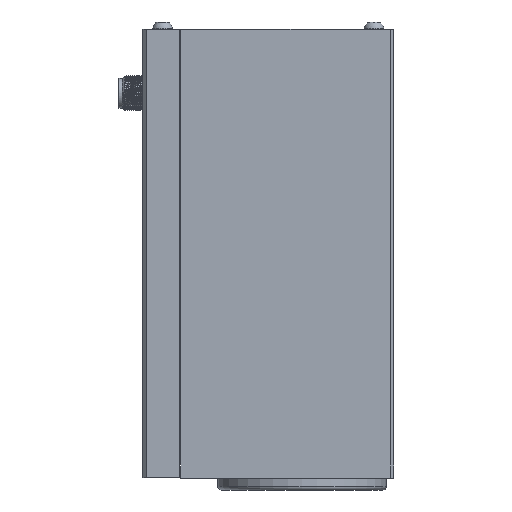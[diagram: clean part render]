
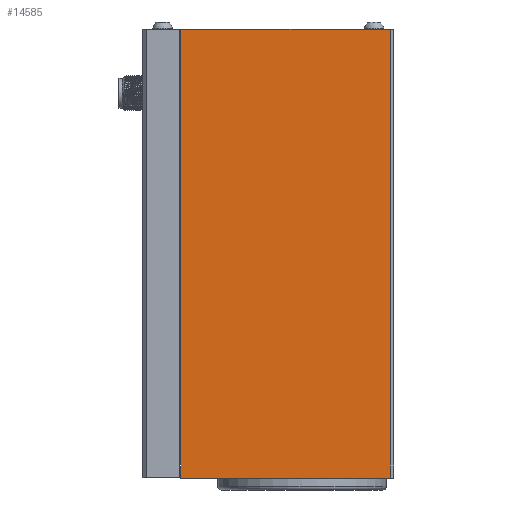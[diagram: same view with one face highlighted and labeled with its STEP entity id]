
A CAD part, left-side view. The second image highlights one B-rep face of the part: STEP entity #14585.
In plain terms, the highlighted planar face has unit normal (-1, 0, 0).
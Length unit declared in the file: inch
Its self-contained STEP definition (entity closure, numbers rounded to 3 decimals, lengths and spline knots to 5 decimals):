
#153 = PLANE ( 'NONE',  #4859 ) ;
#1651 = CARTESIAN_POINT ( 'NONE',  ( -3.4142, 0.66387, 3.12614 ) ) ;
#3055 = DIRECTION ( 'NONE',  ( 0., 0., -1. ) ) ;
#3433 = ORIENTED_EDGE ( 'NONE', *, *, #13694, .T. ) ;
#3838 = ORIENTED_EDGE ( 'NONE', *, *, #23019, .T. ) ;
#4078 = VERTEX_POINT ( 'NONE', #4713 ) ;
#4148 = FACE_OUTER_BOUND ( 'NONE', #30054, .T. ) ;
#4294 = DIRECTION ( 'NONE',  ( 0., -1., 0. ) ) ;
#4585 = VERTEX_POINT ( 'NONE', #22080 ) ;
#4713 = CARTESIAN_POINT ( 'NONE',  ( -3.4142, 0.66387, 3.12614 ) ) ;
#4859 = AXIS2_PLACEMENT_3D ( 'NONE', #23594, #8110, #26132 ) ;
#5316 = CARTESIAN_POINT ( 'NONE',  ( -3.4142, -0.82227, 3.12614 ) ) ;
#7610 = VECTOR ( 'NONE', #3055, 39.37008 ) ;
#8110 = DIRECTION ( 'NONE',  ( 1., 0., 0. ) ) ;
#8334 = LINE ( 'NONE', #18682, #7610 ) ;
#8998 = CARTESIAN_POINT ( 'NONE',  ( -3.4142, -0.84727, -0.05886 ) ) ;
#11722 = VECTOR ( 'NONE', #4294, 39.37008 ) ;
#13158 = CARTESIAN_POINT ( 'NONE',  ( -3.4142, -0.82227, 0.16314 ) ) ;
#13694 = EDGE_CURVE ( 'NONE', #30334, #4585, #28715, .T. ) ;
#14585 = ADVANCED_FACE ( 'NONE', ( #4148 ), #153, .F. ) ;
#16651 = CARTESIAN_POINT ( 'NONE',  ( -3.4142, 0.66387, -0.05886 ) ) ;
#18374 = LINE ( 'NONE', #13158, #23102 ) ;
#18682 = CARTESIAN_POINT ( 'NONE',  ( -3.4142, 0.66387, 0.16314 ) ) ;
#20775 = ORIENTED_EDGE ( 'NONE', *, *, #25010, .F. ) ;
#21897 = ORIENTED_EDGE ( 'NONE', *, *, #26521, .T. ) ;
#21993 = DIRECTION ( 'NONE',  ( 0., -1., 0. ) ) ;
#22080 = CARTESIAN_POINT ( 'NONE',  ( -3.4142, -0.82227, -0.05886 ) ) ;
#22095 = VECTOR ( 'NONE', #21993, 39.37008 ) ;
#23019 = EDGE_CURVE ( 'NONE', #4585, #30711, #18374, .T. ) ;
#23102 = VECTOR ( 'NONE', #30952, 39.37008 ) ;
#23594 = CARTESIAN_POINT ( 'NONE',  ( -3.4142, -0.84727, 0.16314 ) ) ;
#25010 = EDGE_CURVE ( 'NONE', #4078, #30711, #26956, .T. ) ;
#26132 = DIRECTION ( 'NONE',  ( 0., 0., -1. ) ) ;
#26521 = EDGE_CURVE ( 'NONE', #4078, #30334, #8334, .T. ) ;
#26956 = LINE ( 'NONE', #1651, #11722 ) ;
#28715 = LINE ( 'NONE', #8998, #22095 ) ;
#30054 = EDGE_LOOP ( 'NONE', ( #3433, #3838, #20775, #21897 ) ) ;
#30334 = VERTEX_POINT ( 'NONE', #16651 ) ;
#30711 = VERTEX_POINT ( 'NONE', #5316 ) ;
#30952 = DIRECTION ( 'NONE',  ( 0., 0., 1. ) ) ;
